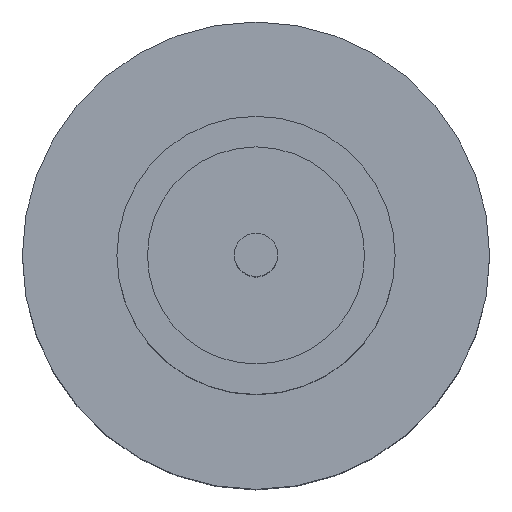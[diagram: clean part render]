
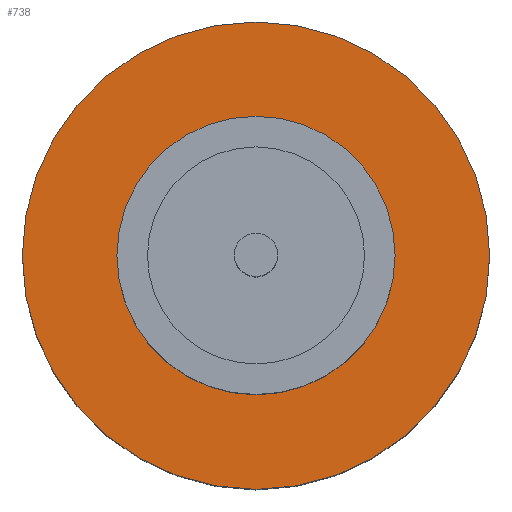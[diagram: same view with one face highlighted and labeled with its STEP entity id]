
A CAD part, top view. The second image highlights one B-rep face of the part: STEP entity #738.
In plain terms, the highlighted planar face has unit normal (0, 0, 1).
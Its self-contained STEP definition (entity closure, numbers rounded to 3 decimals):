
#28 = FACE_BOUND ( 'NONE', #314, .T. ) ;
#35 = ORIENTED_EDGE ( 'NONE', *, *, #375, .T. ) ;
#58 = AXIS2_PLACEMENT_3D ( 'NONE', #238, #496, #84 ) ;
#62 = DIRECTION ( 'NONE',  ( 1., 0., 0. ) ) ;
#84 = DIRECTION ( 'NONE',  ( 1., 0., 0. ) ) ;
#89 = DIRECTION ( 'NONE',  ( 1., 0., 0. ) ) ;
#115 = AXIS2_PLACEMENT_3D ( 'NONE', #288, #658, #89 ) ;
#200 = EDGE_CURVE ( 'NONE', #941, #724, #925, .T. ) ;
#238 = CARTESIAN_POINT ( 'NONE',  ( 0., 0., 1.55 ) ) ;
#277 = EDGE_LOOP ( 'NONE', ( #768, #35 ) ) ;
#288 = CARTESIAN_POINT ( 'NONE',  ( 0., 0., 1.55 ) ) ;
#290 = DIRECTION ( 'NONE',  ( 1., 0., 0. ) ) ;
#314 = EDGE_LOOP ( 'NONE', ( #632, #563 ) ) ;
#321 = EDGE_CURVE ( 'NONE', #603, #800, #857, .T. ) ;
#355 = DIRECTION ( 'NONE',  ( 0., 0., 1. ) ) ;
#363 = CARTESIAN_POINT ( 'NONE',  ( -2.1, 0., 1.55 ) ) ;
#372 = CARTESIAN_POINT ( 'NONE',  ( 1.25, 0., 1.55 ) ) ;
#375 = EDGE_CURVE ( 'NONE', #800, #603, #894, .T. ) ;
#412 = DIRECTION ( 'NONE',  ( 0., 0., 1. ) ) ;
#447 = AXIS2_PLACEMENT_3D ( 'NONE', #489, #355, #290 ) ;
#489 = CARTESIAN_POINT ( 'NONE',  ( 0., 0., 1.55 ) ) ;
#496 = DIRECTION ( 'NONE',  ( 0., 0., 1. ) ) ;
#536 = EDGE_CURVE ( 'NONE', #724, #941, #629, .T. ) ;
#557 = CARTESIAN_POINT ( 'NONE',  ( 0., 0., 1.55 ) ) ;
#563 = ORIENTED_EDGE ( 'NONE', *, *, #536, .F. ) ;
#586 = CARTESIAN_POINT ( 'NONE',  ( -1.25, 0., 1.55 ) ) ;
#603 = VERTEX_POINT ( 'NONE', #363 ) ;
#629 = CIRCLE ( 'NONE', #58, 1.25 ) ;
#632 = ORIENTED_EDGE ( 'NONE', *, *, #200, .F. ) ;
#658 = DIRECTION ( 'NONE',  ( 0., 0., 1. ) ) ;
#697 = DIRECTION ( 'NONE',  ( 0., 0., 1. ) ) ;
#724 = VERTEX_POINT ( 'NONE', #586 ) ;
#737 = CARTESIAN_POINT ( 'NONE',  ( 2.1, 0., 1.55 ) ) ;
#738 = ADVANCED_FACE ( 'NONE', ( #28, #831 ), #890, .T. ) ;
#749 = AXIS2_PLACEMENT_3D ( 'NONE', #557, #412, #952 ) ;
#768 = ORIENTED_EDGE ( 'NONE', *, *, #321, .T. ) ;
#776 = CARTESIAN_POINT ( 'NONE',  ( 0., 0., 1.55 ) ) ;
#800 = VERTEX_POINT ( 'NONE', #737 ) ;
#831 = FACE_OUTER_BOUND ( 'NONE', #277, .T. ) ;
#857 = CIRCLE ( 'NONE', #447, 2.1 ) ;
#890 = PLANE ( 'NONE',  #115 ) ;
#894 = CIRCLE ( 'NONE', #749, 2.1 ) ;
#897 = AXIS2_PLACEMENT_3D ( 'NONE', #776, #697, #62 ) ;
#925 = CIRCLE ( 'NONE', #897, 1.25 ) ;
#941 = VERTEX_POINT ( 'NONE', #372 ) ;
#952 = DIRECTION ( 'NONE',  ( 1., 0., 0. ) ) ;
